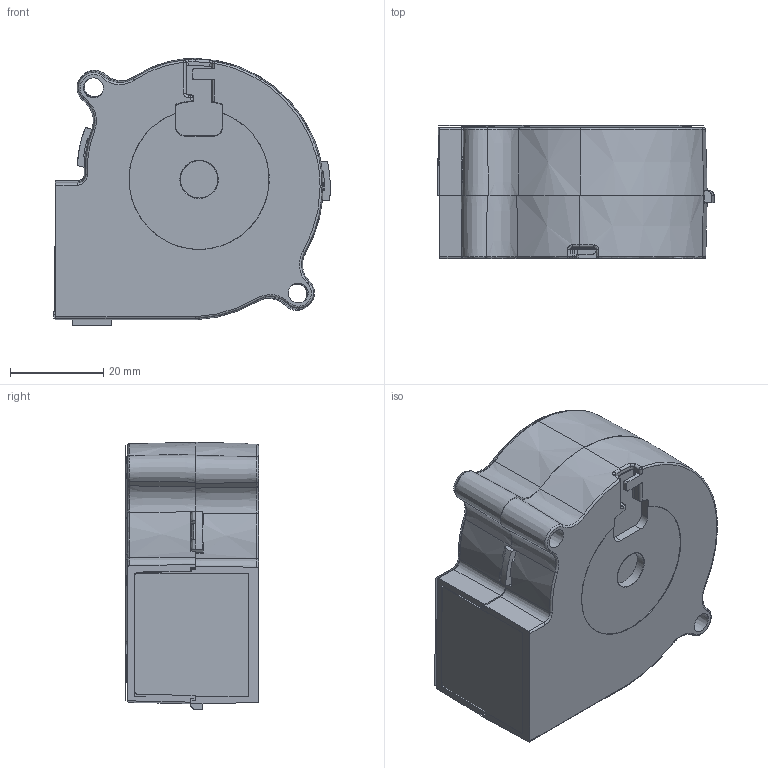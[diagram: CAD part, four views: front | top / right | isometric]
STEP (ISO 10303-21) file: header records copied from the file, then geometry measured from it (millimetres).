
FILE_DESCRIPTION (( 'STEP AP203' ), '1' );
FILE_NAME ('11.STEP', '2023-07-26T05:33:32', ( '' ), ( '' ), 'SwSTEP 2.0', 'SolidWorks 2016', '' );
FILE_SCHEMA (( 'CONFIG_CONTROL_DESIGN' ));
Length unit declared in the file: millimetre
Products named in the file (1): 11
Bounding box: 59.2 x 28.5 x 57.21 mm (x, y, z)
Surface area: 24627.8 mm2 (no closed solid volume)
Topology: 0 solids, 4 shells, 352 faces, 1045 edges, 691 vertices
Faces by surface type: plane 133, bspline 99, cone 65, cylinder 55
Full cylindrical faces by diameter (mm): 5.3 x2, 5.5 x2, 8 x1, 35.8 x2
Entity records: 19225 total; most frequent: CARTESIAN_POINT 11329, ORIENTED_EDGE 1994, EDGE_CURVE 1024, DIRECTION 1020, VERTEX_POINT 689, B_SPLINE_CURVE_WITH_KNOTS 558, EDGE_LOOP 386, FACE_OUTER_BOUND 363
